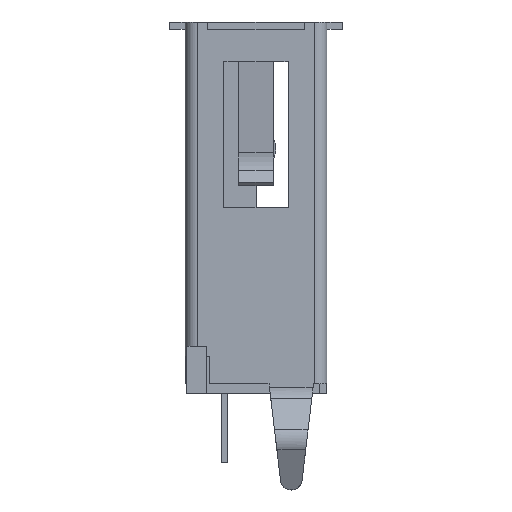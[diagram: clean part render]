
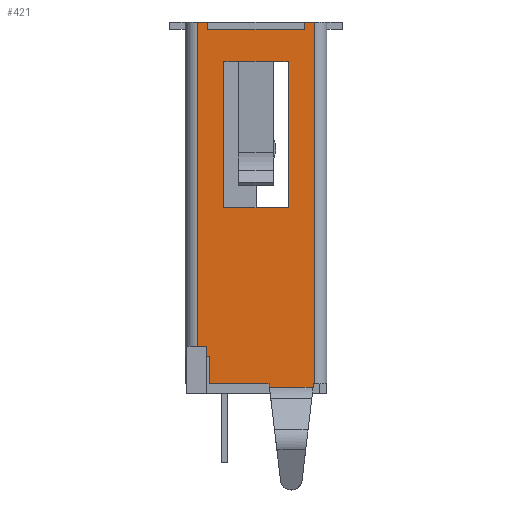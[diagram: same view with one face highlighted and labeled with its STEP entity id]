
A CAD part, left-side view. The second image highlights one B-rep face of the part: STEP entity #421.
In plain terms, the highlighted planar face has unit normal (-1, 0, 0).
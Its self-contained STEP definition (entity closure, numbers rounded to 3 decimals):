
#421 = ADVANCED_FACE( '', ( #1068, #1069 ), #1070, .F. );
#1068 = FACE_BOUND( '', #1972, .T. );
#1069 = FACE_OUTER_BOUND( '', #1973, .T. );
#1070 = PLANE( '', #1974 );
#1972 = EDGE_LOOP( '', ( #3077, #3078, #3079, #3080, #3081, #3082 ) );
#1973 = EDGE_LOOP( '', ( #3083, #3084, #3085, #3086, #3087, #3088, #3089, #3090, #3091, #3092, #3093, #3094, #3095, #3096 ) );
#1974 = AXIS2_PLACEMENT_3D( '', #3097, #3098, #3099 );
#3077 = ORIENTED_EDGE( '', *, *, #5807, .F. );
#3078 = ORIENTED_EDGE( '', *, *, #5893, .T. );
#3079 = ORIENTED_EDGE( '', *, *, #5894, .T. );
#3080 = ORIENTED_EDGE( '', *, *, #5895, .T. );
#3081 = ORIENTED_EDGE( '', *, *, #5896, .T. );
#3082 = ORIENTED_EDGE( '', *, *, #5897, .F. );
#3083 = ORIENTED_EDGE( '', *, *, #5898, .F. );
#3084 = ORIENTED_EDGE( '', *, *, #5899, .T. );
#3085 = ORIENTED_EDGE( '', *, *, #5900, .F. );
#3086 = ORIENTED_EDGE( '', *, *, #5901, .T. );
#3087 = ORIENTED_EDGE( '', *, *, #5902, .F. );
#3088 = ORIENTED_EDGE( '', *, *, #5903, .F. );
#3089 = ORIENTED_EDGE( '', *, *, #5904, .T. );
#3090 = ORIENTED_EDGE( '', *, *, #5905, .F. );
#3091 = ORIENTED_EDGE( '', *, *, #5906, .T. );
#3092 = ORIENTED_EDGE( '', *, *, #5907, .F. );
#3093 = ORIENTED_EDGE( '', *, *, #5908, .T. );
#3094 = ORIENTED_EDGE( '', *, *, #5909, .F. );
#3095 = ORIENTED_EDGE( '', *, *, #5910, .F. );
#3096 = ORIENTED_EDGE( '', *, *, #5911, .T. );
#3097 = CARTESIAN_POINT( '', ( -6.55, 5.22, 7.5 ) );
#3098 = DIRECTION( '', ( 1., 0., 0. ) );
#3099 = DIRECTION( '', ( 0., 0., -1. ) );
#5807 = EDGE_CURVE( '', #7059, #7055, #7061, .T. );
#5893 = EDGE_CURVE( '', #7059, #7219, #7220, .T. );
#5894 = EDGE_CURVE( '', #7219, #7221, #7222, .T. );
#5895 = EDGE_CURVE( '', #7221, #7223, #7224, .T. );
#5896 = EDGE_CURVE( '', #7223, #7225, #7226, .T. );
#5897 = EDGE_CURVE( '', #7055, #7225, #7227, .T. );
#5898 = EDGE_CURVE( '', #7228, #7229, #7230, .T. );
#5899 = EDGE_CURVE( '', #7228, #7231, #7232, .T. );
#5900 = EDGE_CURVE( '', #7233, #7231, #7234, .T. );
#5901 = EDGE_CURVE( '', #7233, #7235, #7236, .T. );
#5902 = EDGE_CURVE( '', #7237, #7235, #7238, .T. );
#5903 = EDGE_CURVE( '', #7239, #7237, #7240, .T. );
#5904 = EDGE_CURVE( '', #7239, #7241, #7242, .T. );
#5905 = EDGE_CURVE( '', #7243, #7241, #7244, .T. );
#5906 = EDGE_CURVE( '', #7243, #7245, #7246, .T. );
#5907 = EDGE_CURVE( '', #7247, #7245, #7248, .T. );
#5908 = EDGE_CURVE( '', #7247, #7249, #7250, .T. );
#5909 = EDGE_CURVE( '', #7251, #7249, #7252, .T. );
#5910 = EDGE_CURVE( '', #7253, #7251, #7254, .T. );
#5911 = EDGE_CURVE( '', #7253, #7229, #7255, .T. );
#7055 = VERTEX_POINT( '', #8870 );
#7059 = VERTEX_POINT( '', #8876 );
#7061 = LINE( '', #8879, #8880 );
#7219 = VERTEX_POINT( '', #9110 );
#7220 = LINE( '', #9111, #9112 );
#7221 = VERTEX_POINT( '', #9113 );
#7222 = LINE( '', #9114, #9115 );
#7223 = VERTEX_POINT( '', #9116 );
#7224 = LINE( '', #9117, #9118 );
#7225 = VERTEX_POINT( '', #9119 );
#7226 = LINE( '', #9120, #9121 );
#7227 = LINE( '', #9122, #9123 );
#7228 = VERTEX_POINT( '', #9124 );
#7229 = VERTEX_POINT( '', #9125 );
#7230 = LINE( '', #9126, #9127 );
#7231 = VERTEX_POINT( '', #9128 );
#7232 = LINE( '', #9129, #9130 );
#7233 = VERTEX_POINT( '', #9131 );
#7234 = LINE( '', #9132, #9133 );
#7235 = VERTEX_POINT( '', #9134 );
#7236 = LINE( '', #9135, #9136 );
#7237 = VERTEX_POINT( '', #9137 );
#7238 = LINE( '', #9138, #9139 );
#7239 = VERTEX_POINT( '', #9140 );
#7240 = LINE( '', #9141, #9142 );
#7241 = VERTEX_POINT( '', #9143 );
#7242 = LINE( '', #9144, #9145 );
#7243 = VERTEX_POINT( '', #9146 );
#7244 = LINE( '', #9147, #9148 );
#7245 = VERTEX_POINT( '', #9149 );
#7246 = LINE( '', #9150, #9151 );
#7247 = VERTEX_POINT( '', #9152 );
#7248 = LINE( '', #9153, #9154 );
#7249 = VERTEX_POINT( '', #9155 );
#7250 = LINE( '', #9156, #9157 );
#7251 = VERTEX_POINT( '', #9158 );
#7252 = LINE( '', #9159, #9160 );
#7253 = VERTEX_POINT( '', #9161 );
#7254 = LINE( '', #9162, #9163 );
#7255 = LINE( '', #9164, #9165 );
#8870 = CARTESIAN_POINT( '', ( -6.55, 1.56, 0.003 ) );
#8876 = CARTESIAN_POINT( '', ( -6.55, 4.16, 0.003 ) );
#8879 = CARTESIAN_POINT( '', ( -6.55, 4.16, 0.003 ) );
#8880 = VECTOR( '', #11167, 1000. );
#9110 = CARTESIAN_POINT( '', ( -6.55, 4.16, 5.9 ) );
#9111 = CARTESIAN_POINT( '', ( -6.55, 4.16, 0.003 ) );
#9112 = VECTOR( '', #11252, 1000. );
#9113 = CARTESIAN_POINT( '', ( -6.55, 3.56, 5.9 ) );
#9114 = CARTESIAN_POINT( '', ( -6.55, 4.16, 5.9 ) );
#9115 = VECTOR( '', #11253, 1000. );
#9116 = CARTESIAN_POINT( '', ( -6.55, 2.16, 5.9 ) );
#9117 = CARTESIAN_POINT( '', ( -6.55, 3.56, 5.9 ) );
#9118 = VECTOR( '', #11254, 1000. );
#9119 = CARTESIAN_POINT( '', ( -6.55, 1.56, 5.9 ) );
#9120 = CARTESIAN_POINT( '', ( -6.55, 4.16, 5.9 ) );
#9121 = VECTOR( '', #11255, 1000. );
#9122 = CARTESIAN_POINT( '', ( -6.55, 1.56, 0.003 ) );
#9123 = VECTOR( '', #11256, 1000. );
#9124 = CARTESIAN_POINT( '', ( -6.55, 2.316, -7.259 ) );
#9125 = CARTESIAN_POINT( '', ( -6.55, 2.335, -7.1 ) );
#9126 = CARTESIAN_POINT( '', ( -6.55, 4.088, 7.635 ) );
#9127 = VECTOR( '', #11257, 1000. );
#9128 = CARTESIAN_POINT( '', ( -6.55, 0.554, -7.259 ) );
#9129 = CARTESIAN_POINT( '', ( -6.55, 2.335, -7.259 ) );
#9130 = VECTOR( '', #11258, 1000. );
#9131 = CARTESIAN_POINT( '', ( -6.55, 0.535, -7.1 ) );
#9132 = CARTESIAN_POINT( '', ( -6.55, -1.112, 6.747 ) );
#9133 = VECTOR( '', #11259, 1000. );
#9134 = CARTESIAN_POINT( '', ( -6.55, 0.5, -7.1 ) );
#9135 = CARTESIAN_POINT( '', ( -6.55, 5.72, -7.1 ) );
#9136 = VECTOR( '', #11260, 1000. );
#9137 = CARTESIAN_POINT( '', ( -6.55, 0.5, 7.5 ) );
#9138 = CARTESIAN_POINT( '', ( -6.55, 0.5, 7.5 ) );
#9139 = VECTOR( '', #11261, 1000. );
#9140 = CARTESIAN_POINT( '', ( -6.55, 0.91, 7.5 ) );
#9141 = CARTESIAN_POINT( '', ( -6.55, 5.22, 7.5 ) );
#9142 = VECTOR( '', #11262, 1000. );
#9143 = CARTESIAN_POINT( '', ( -6.55, 0.91, 7.2 ) );
#9144 = CARTESIAN_POINT( '', ( -6.55, 0.91, 7.5 ) );
#9145 = VECTOR( '', #11263, 1000. );
#9146 = CARTESIAN_POINT( '', ( -6.55, 4.81, 7.2 ) );
#9147 = CARTESIAN_POINT( '', ( -6.55, 5.22, 7.2 ) );
#9148 = VECTOR( '', #11264, 1000. );
#9149 = CARTESIAN_POINT( '', ( -6.55, 4.81, 7.5 ) );
#9150 = CARTESIAN_POINT( '', ( -6.55, 4.81, 7.5 ) );
#9151 = VECTOR( '', #11265, 1000. );
#9152 = CARTESIAN_POINT( '', ( -6.55, 5.22, 7.5 ) );
#9153 = CARTESIAN_POINT( '', ( -6.55, 5.22, 7.5 ) );
#9154 = VECTOR( '', #11266, 1000. );
#9155 = CARTESIAN_POINT( '', ( -6.55, 5.22, -6. ) );
#9156 = CARTESIAN_POINT( '', ( -6.55, 5.22, 7.5 ) );
#9157 = VECTOR( '', #11267, 1000. );
#9158 = CARTESIAN_POINT( '', ( -6.55, 4.72, -6. ) );
#9159 = CARTESIAN_POINT( '', ( -6.55, 5.22, -6. ) );
#9160 = VECTOR( '', #11268, 1000. );
#9161 = CARTESIAN_POINT( '', ( -6.55, 4.72, -7.1 ) );
#9162 = CARTESIAN_POINT( '', ( -6.55, 4.72, 7.5 ) );
#9163 = VECTOR( '', #11269, 1000. );
#9164 = CARTESIAN_POINT( '', ( -6.55, 5.72, -7.1 ) );
#9165 = VECTOR( '', #11270, 1000. );
#11167 = DIRECTION( '', ( 0., -1., 0. ) );
#11252 = DIRECTION( '', ( 0., 0., 1. ) );
#11253 = DIRECTION( '', ( 0., -1., 0. ) );
#11254 = DIRECTION( '', ( 0., -1., 0. ) );
#11255 = DIRECTION( '', ( 0., -1., 0. ) );
#11256 = DIRECTION( '', ( 0., 0., 1. ) );
#11257 = DIRECTION( '', ( 0., 0.118, 0.993 ) );
#11258 = DIRECTION( '', ( 0., -1., 0. ) );
#11259 = DIRECTION( '', ( 0., 0.118, -0.993 ) );
#11260 = DIRECTION( '', ( 0., -1., 0. ) );
#11261 = DIRECTION( '', ( 0., 0., -1. ) );
#11262 = DIRECTION( '', ( 0., -1., 0. ) );
#11263 = DIRECTION( '', ( 0., 0., -1. ) );
#11264 = DIRECTION( '', ( 0., -1., 0. ) );
#11265 = DIRECTION( '', ( 0., 0., 1. ) );
#11266 = DIRECTION( '', ( 0., -1., 0. ) );
#11267 = DIRECTION( '', ( 0., 0., -1. ) );
#11268 = DIRECTION( '', ( 0., 1., 0. ) );
#11269 = DIRECTION( '', ( 0., 0., 1. ) );
#11270 = DIRECTION( '', ( 0., -1., 0. ) );
